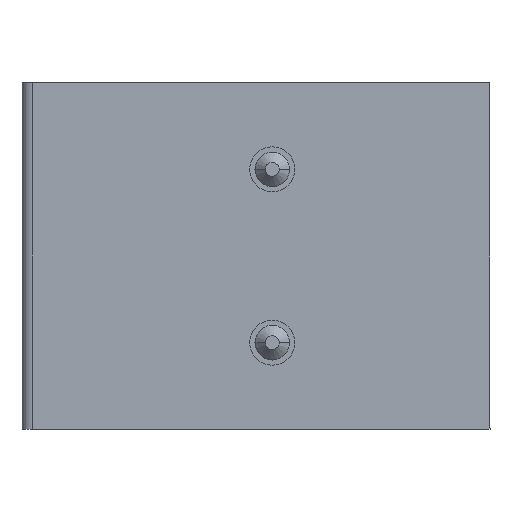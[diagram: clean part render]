
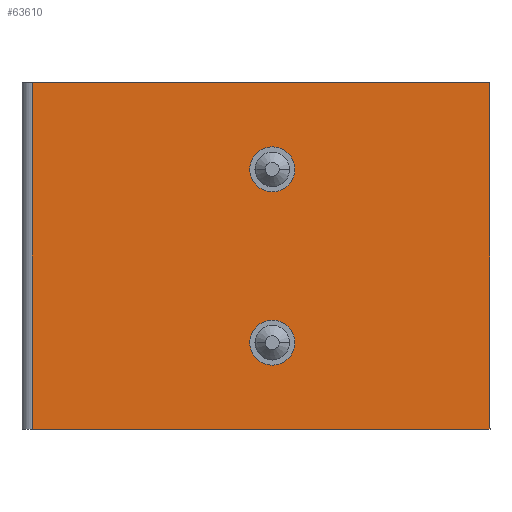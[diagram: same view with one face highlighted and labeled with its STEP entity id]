
A CAD part, left-side view. The second image highlights one B-rep face of the part: STEP entity #63610.
In plain terms, the highlighted planar face has unit normal (-1, 0, 0).
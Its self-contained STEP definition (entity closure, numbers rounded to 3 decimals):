
#1700=CARTESIAN_POINT('',(46.199,29.053,
5.448));
#1710=VERTEX_POINT('',#1700);
#1740=CARTESIAN_POINT('',(46.199,29.053,
9.746));
#1750=DIRECTION('',(0.,0.,-1.));
#1760=VECTOR('',#1750,1.);
#1770=LINE('',#1740,#1760);
#1780=CARTESIAN_POINT('',(46.199,29.053,
18.648));
#1790=VERTEX_POINT('',#1780);
#1800=EDGE_CURVE('',#1790,#1710,#1770,.T.);
#6910=CARTESIAN_POINT('',(46.199,36.553,
12.378));
#6920=VERTEX_POINT('',#6910);
#7100=CARTESIAN_POINT('',(46.199,36.553,
11.078));
#7110=VERTEX_POINT('',#7100);
#7140=CARTESIAN_POINT('',(46.199,36.553,
11.728));
#7150=DIRECTION('',(-1.,0.,0.));
#7160=DIRECTION('',(0.,0.,1.));
#7170=AXIS2_PLACEMENT_3D('',#7140,#7150,#7160);
#7180=CIRCLE('',#7170,0.65);
#7190=EDGE_CURVE('',#6920,#7110,#7180,.T.);
#13780=CARTESIAN_POINT('',(46.199,39.053,
5.448));
#13790=VERTEX_POINT('',#13780);
#13820=CARTESIAN_POINT('',(46.199,38.403,
5.448));
#13830=DIRECTION('',(0.,1.,0.));
#13840=VECTOR('',#13830,1.);
#13850=LINE('',#13820,#13840);
#13860=EDGE_CURVE('',#1710,#13790,#13850,.T.);
#16310=CARTESIAN_POINT('',(46.199,39.053,
18.648));
#16320=VERTEX_POINT('',#16310);
#16420=CARTESIAN_POINT('',(46.199,38.403,
18.648));
#16430=DIRECTION('',(0.,-1.,0.));
#16440=VECTOR('',#16430,1.);
#16450=LINE('',#16420,#16440);
#16460=EDGE_CURVE('',#16320,#1790,#16450,.T.);
#47340=CARTESIAN_POINT('',(46.199,31.553,
11.078));
#47350=VERTEX_POINT('',#47340);
#47380=CARTESIAN_POINT('',(46.199,31.553,
11.728));
#47390=DIRECTION('',(-1.,0.,0.));
#47400=DIRECTION('',(0.,0.,1.));
#47410=AXIS2_PLACEMENT_3D('',#47380,#47390,#47400);
#47420=CIRCLE('',#47410,0.65);
#47430=CARTESIAN_POINT('',(46.199,31.553,
12.378));
#47440=VERTEX_POINT('',#47430);
#47450=EDGE_CURVE('',#47440,#47350,#47420,.T.);
#49240=CARTESIAN_POINT('',(46.199,39.053,
9.746));
#49250=DIRECTION('',(0.,0.,-1.));
#49260=VECTOR('',#49250,1.);
#49270=LINE('',#49240,#49260);
#49280=EDGE_CURVE('',#16320,#13790,#49270,.T.);
#63400=CARTESIAN_POINT('',(46.199,34.503,
5.848));
#63410=DIRECTION('',(-1.,0.,0.));
#63420=DIRECTION('',(0.,-1.,0.));
#63430=AXIS2_PLACEMENT_3D('',#63400,#63410,#63420);
#63440=PLANE('',#63430);
#63450=EDGE_CURVE('',#7110,#6920,#7180,.T.);
#63460=ORIENTED_EDGE('',*,*,#63450,.F.);
#63470=ORIENTED_EDGE('',*,*,#7190,.F.);
#63480=EDGE_LOOP('',(#63470,#63460));
#63490=FACE_BOUND('',#63480,.T.);
#63500=ORIENTED_EDGE('',*,*,#47450,.F.);
#63510=EDGE_CURVE('',#47350,#47440,#47420,.T.);
#63520=ORIENTED_EDGE('',*,*,#63510,.F.);
#63530=EDGE_LOOP('',(#63520,#63500));
#63540=FACE_BOUND('',#63530,.T.);
#63550=ORIENTED_EDGE('',*,*,#49280,.T.);
#63560=ORIENTED_EDGE('',*,*,#16460,.F.);
#63570=ORIENTED_EDGE('',*,*,#1800,.F.);
#63580=ORIENTED_EDGE('',*,*,#13860,.F.);
#63590=EDGE_LOOP('',(#63580,#63570,#63560,#63550));
#63600=FACE_OUTER_BOUND('',#63590,.T.);
#63610=ADVANCED_FACE('',(#63490,#63540,#63600),#63440,.T.);
